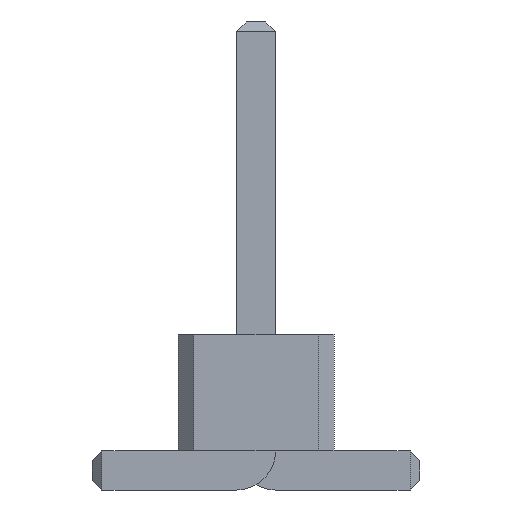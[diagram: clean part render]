
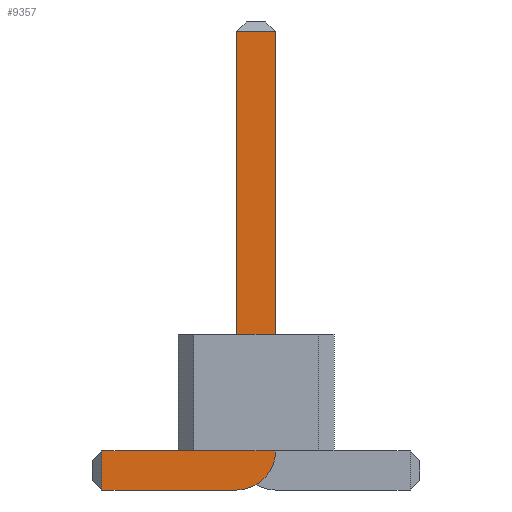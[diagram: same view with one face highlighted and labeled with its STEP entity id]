
A CAD part, front view. The second image highlights one B-rep face of the part: STEP entity #9357.
In plain terms, the highlighted planar face has unit normal (0, -1, 0).
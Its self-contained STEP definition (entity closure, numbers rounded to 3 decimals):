
#13=DIRECTION('',(0.,0.,1.));
#27=VECTOR('',#13,1.);
#56=DIRECTION('',(0.,-1.,0.));
#67=DIRECTION('',(1.,0.,0.));
#1979=VECTOR('',#67,1.);
#2032=DIRECTION('',(-1.,0.,0.));
#3941=VECTOR('',#2032,1.);
#4199=DIRECTION('',(0.,0.,-1.));
#4216=VECTOR('',#4199,1.);
#9213=DIRECTION('',(-0.,-1.,-0.));
#9220=VERTEX_POINT('',#9221);
#9221=CARTESIAN_POINT('',(-1.975,-33.25,0.));
#9223=ORIENTED_EDGE('',*,*,#9224,.T.);
#9224=EDGE_CURVE('',#9220,#9225,#9227,.T.);
#9225=VERTEX_POINT('',#9226);
#9226=CARTESIAN_POINT('',(-0.25,-33.25,0.));
#9227=LINE('',#9228,#1979);
#9228=CARTESIAN_POINT('',(-2.1,-33.25,0.));
#9260=VERTEX_POINT('',#9261);
#9261=CARTESIAN_POINT('',(0.25,-33.25,0.5));
#9264=EDGE_CURVE('',#9225,#9260,#9265,.T.);
#9265=CIRCLE('',#9266,0.5);
#9266=AXIS2_PLACEMENT_3D('',#9267,#56,#4199);
#9267=CARTESIAN_POINT('',(-0.25,-33.25,0.5));
#9275=VERTEX_POINT('',#9267);
#9277=ORIENTED_EDGE('',*,*,#9278,.T.);
#9278=EDGE_CURVE('',#9275,#9279,#9281,.T.);
#9279=VERTEX_POINT('',#9280);
#9280=CARTESIAN_POINT('',(-1.975,-33.25,0.5));
#9281=LINE('',#9267,#3941);
#9291=ORIENTED_EDGE('',*,*,#9292,.T.);
#9292=EDGE_CURVE('',#9260,#9293,#9295,.T.);
#9293=VERTEX_POINT('',#9294);
#9294=CARTESIAN_POINT('',(0.25,-33.25,5.875));
#9295=LINE('',#9296,#27);
#9296=CARTESIAN_POINT('',(0.25,-33.25,0.));
#9308=VERTEX_POINT('',#9309);
#9309=CARTESIAN_POINT('',(-0.25,-33.25,5.875));
#9311=ORIENTED_EDGE('',*,*,#9312,.T.);
#9312=EDGE_CURVE('',#9308,#9275,#9313,.T.);
#9313=LINE('',#9314,#4216);
#9314=CARTESIAN_POINT('',(-0.25,-33.25,6.));
#9357=ADVANCED_FACE('',(#9358),#9367,.T.);
#9358=FACE_BOUND('',#9359,.T.);
#9359=EDGE_LOOP('',(#9223,#9360,#9291,#9361,#9311,#9277,#9364));
#9360=ORIENTED_EDGE('',*,*,#9264,.T.);
#9361=ORIENTED_EDGE('',*,*,#9362,.T.);
#9362=EDGE_CURVE('',#9293,#9308,#9363,.T.);
#9363=LINE('',#9294,#3941);
#9364=ORIENTED_EDGE('',*,*,#9365,.T.);
#9365=EDGE_CURVE('',#9279,#9220,#9366,.T.);
#9366=LINE('',#9280,#4216);
#9367=PLANE('',#9368);
#9368=AXIS2_PLACEMENT_3D('',#9369,#9213,#4199);
#9369=CARTESIAN_POINT('',(-0.316,-33.25,2.391));
